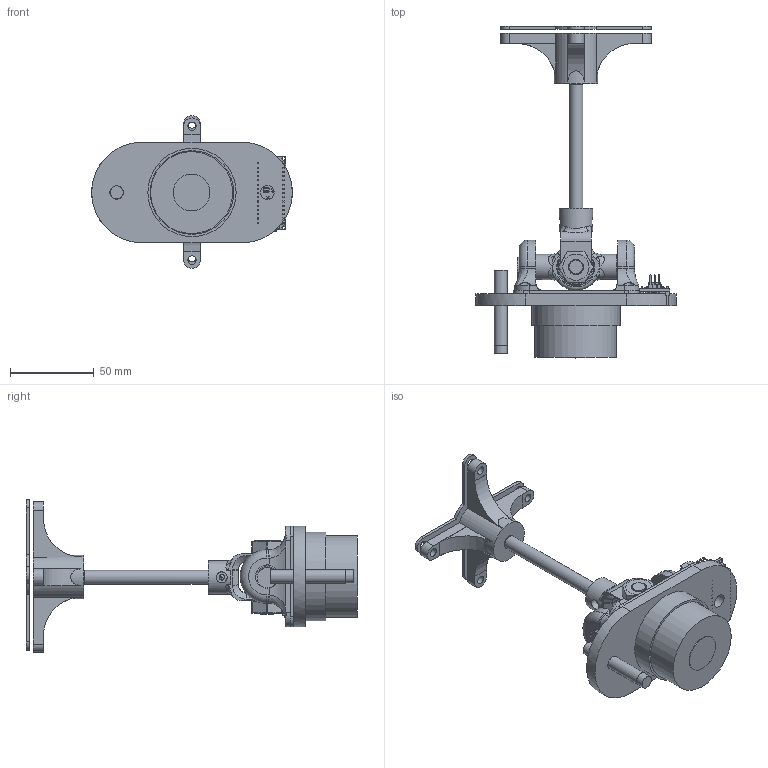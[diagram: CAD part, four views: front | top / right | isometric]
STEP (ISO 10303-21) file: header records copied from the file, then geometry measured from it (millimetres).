
FILE_DESCRIPTION(/* description */ (''),/* implementation_level */ '2;1');
FILE_NAME(/* name */ 'Gripper Assembly .step',/* time_stamp */ '2020-01-02T18:09:09+01:00',/* author */ (''),/* organization */ (''),/* preprocessor_version */ 'ST-DEVELOPER v18',/* originating_system */ 'Autodesk Translation Framework v8.12.0.6',/* authorisation */ '');
FILE_SCHEMA (('AUTOMOTIVE_DESIGN { 1 0 10303 214 3 1 1 }'));
Length unit declared in the file: millimetre
Products named in the file (42): FullGripperAssembly; ArduinoNanoV3 Model; PCB; TopFace; switch; Leds; Led; Led (1); PinEnd; chip1; USB; Crystal; BottomFace; PinRow2; Pin (1); PinRow1; Pin; Resistors; Res; caps; cap; Chip; respacks; respack; diode; vreg;  Gripper Base v10; GripperMount; innerRing v1; magnets v1; rodCoupler v1; Rod; heli v1; top v1; Ball Bearing 1; Hex Nut ; Prox Sensor; Prox Sensing Surface; 49/21 Electromagnet; Threaded Coupler ...
Assembly tree (87 placements, depth 6):
  FullGripperAssembly
    ArduinoNanoV3 Model
      PCB
        TopFace
          switch
          Leds
            Led  x3
            Led (1)
          PinEnd
            Pin  x6
          chip1
          USB
          Crystal
        BottomFace
          PinRow2
            Pin (1)  x15
          PinRow1
            Pin  x15
          Resistors
            Res  x5
          caps
            cap  x2
          Chip
          respacks
            respack  x2
          diode
          vreg
     Gripper Base v10
    GripperMount
      innerRing v1
      magnets v1
      rodCoupler v1
        Rod
      heli v1
      top v1
    Ball Bearing 1  x4
    Hex Nut   x2
    Prox Sensor
      Prox Sensing Surface
    49/21 Electromagnet
    Threaded Coupler
    Ring Coupler 2
    Ring Coupler 1
Bounding box: 120 x 198.4 x 91.4 mm (x, y, z)
Volume: 196157 mm3; surface area: 83587.2 mm2
Topology: 333 solids, 333 shells, 3128 faces, 7539 edges, 4910 vertices
Faces by surface type: plane 2391, cylinder 481, bspline 128, sphere 48, cone 44, torus 36
Full cylindrical faces by diameter (mm): 0.8 x2, 0.997 x1, 1 x1, 1.8 x1, 2 x4, 3.25 x4, 3.5 x4, 5 x8, 6 x1, 6.5 x6, 7.8 x1, 7.901 x2, 8.2 x2, 8.3 x7, 8.348 x18, 9.158 x20, 11.1 x1, 11.854 x4, 11.927 x2, 14 x3, 14.818 x8, 15 x2, 18 x2, 20 x1, 20.745 x8, 22 x1, 22.3 x2, 23.709 x4, 26 x1, 49 x1
Entity records: 51495 total; most frequent: CARTESIAN_POINT 14419, ORIENTED_EDGE 7272, DIRECTION 7239, EDGE_CURVE 3636, LINE 2549, VECTOR 2549, VERTEX_POINT 2420, AXIS2_PLACEMENT_3D 2345
